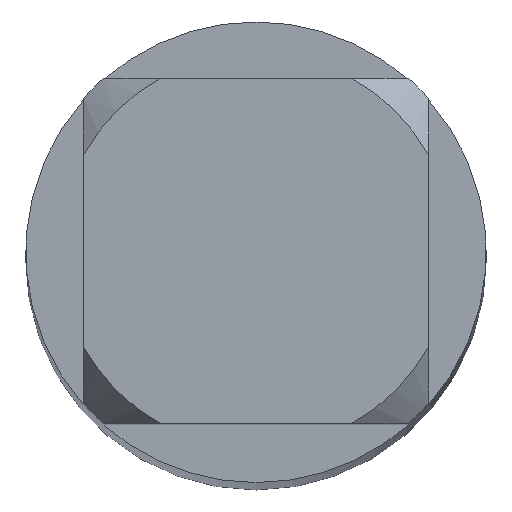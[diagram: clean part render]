
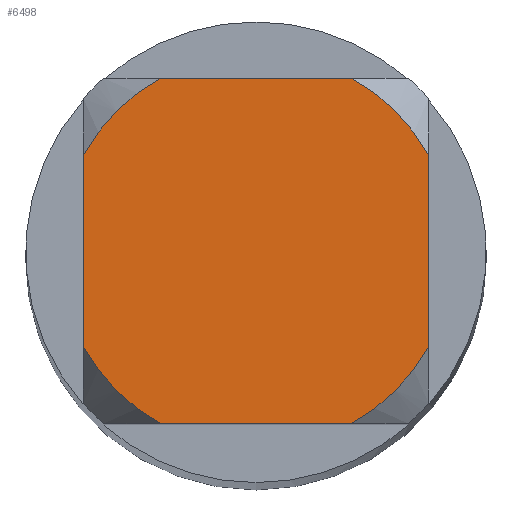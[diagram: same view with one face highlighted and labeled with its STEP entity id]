
A CAD part, top view. The second image highlights one B-rep face of the part: STEP entity #6498.
In plain terms, the highlighted planar face has unit normal (0, 0, 1).
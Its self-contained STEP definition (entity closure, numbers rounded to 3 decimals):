
#3090=EDGE_CURVE('',#7566,#3170,#8267,.T.);
#3170=VERTEX_POINT('',#8356);
#3594=EDGE_CURVE('',#4896,#6312,#8827,.T.);
#3616=EDGE_CURVE('',#7566,#5714,#8851,.T.);
#4404=VERTEX_POINT('',#9699);
#4896=VERTEX_POINT('',#10227);
#5188=EDGE_CURVE('',#4404,#5714,#10548,.T.);
#5694=VERTEX_POINT('',#11094);
#5714=VERTEX_POINT('',#11114);
#5720=EDGE_CURVE('',#4404,#6312,#11120,.T.);
#6312=VERTEX_POINT('',#11768);
#6498=ADVANCED_FACE('',(#11976),#11977,.T.);
#6514=EDGE_CURVE('',#7390,#3170,#11996,.T.);
#6588=EDGE_CURVE('',#7390,#5694,#12075,.T.);
#7390=VERTEX_POINT('',#12961);
#7530=EDGE_CURVE('',#4896,#5694,#13112,.T.);
#7566=VERTEX_POINT('',#13149);
#8267=CIRCLE('',#14185,1.2);
#8356=CARTESIAN_POINT('',(-1.05,-0.581,0.0));
#8827=CIRCLE('',#15081,1.2);
#8851=LINE('',#15115,#15116);
#9699=CARTESIAN_POINT('',(1.05,-0.581,0.0));
#10227=CARTESIAN_POINT('',(0.581,1.05,0.0));
#10548=CIRCLE('',#18036,1.2);
#11094=CARTESIAN_POINT('',(-0.581,1.05,0.0));
#11114=CARTESIAN_POINT('',(0.581,-1.05,0.0));
#11120=LINE('',#19010,#19011);
#11768=CARTESIAN_POINT('',(1.05,0.581,0.0));
#11976=FACE_OUTER_BOUND('',#20391,.T.);
#11977=PLANE('',#20392);
#11996=LINE('',#20418,#20419);
#12075=CIRCLE('',#20583,1.2);
#12961=CARTESIAN_POINT('',(-1.05,0.581,0.0));
#13112=LINE('',#22296,#22297);
#13149=CARTESIAN_POINT('',(-0.581,-1.05,0.0));
#14185=AXIS2_PLACEMENT_3D('',#23172,#23173,#23174);
#15081=AXIS2_PLACEMENT_3D('',#24013,#24014,#24015);
#15115=CARTESIAN_POINT('',(0.0,-1.05,0.0));
#15116=VECTOR('',#24044,1.0);
#18036=AXIS2_PLACEMENT_3D('',#26030,#26031,#26032);
#19010=CARTESIAN_POINT('',(1.05,0.3,0.0));
#19011=VECTOR('',#26564,1.0);
#20391=EDGE_LOOP('',(#27555,#27556,#27557,#27558,#27559,#27560,#27561,#27562));
#20392=AXIS2_PLACEMENT_3D('',#27563,#27564,#27565);
#20418=CARTESIAN_POINT('',(-1.05,0.3,0.0));
#20419=VECTOR('',#27595,1.0);
#20583=AXIS2_PLACEMENT_3D('',#27670,#27671,#27672);
#22296=CARTESIAN_POINT('',(0.0,1.05,0.0));
#22297=VECTOR('',#28852,1.0);
#23172=CARTESIAN_POINT('',(0.0,0.0,0.0));
#23173=DIRECTION('',(0.0,0.0,-1.0));
#23174=DIRECTION('',(0.0,1.0,0.0));
#24013=CARTESIAN_POINT('',(0.0,0.0,0.0));
#24014=DIRECTION('',(0.0,0.0,-1.0));
#24015=DIRECTION('',(0.0,1.0,0.0));
#24044=DIRECTION('',(1.0,0.0,0.0));
#26030=CARTESIAN_POINT('',(0.0,0.0,0.0));
#26031=DIRECTION('',(0.0,0.0,-1.0));
#26032=DIRECTION('',(0.0,1.0,0.0));
#26564=DIRECTION('',(-0.0,1.0,0.0));
#27555=ORIENTED_EDGE('',*,*,#6514,.T.);
#27556=ORIENTED_EDGE('',*,*,#3090,.F.);
#27557=ORIENTED_EDGE('',*,*,#3616,.T.);
#27558=ORIENTED_EDGE('',*,*,#5188,.F.);
#27559=ORIENTED_EDGE('',*,*,#5720,.T.);
#27560=ORIENTED_EDGE('',*,*,#3594,.F.);
#27561=ORIENTED_EDGE('',*,*,#7530,.T.);
#27562=ORIENTED_EDGE('',*,*,#6588,.F.);
#27563=CARTESIAN_POINT('',(0.0,0.6,0.0));
#27564=DIRECTION('',(-0.0,0.0,1.0));
#27565=DIRECTION('',(0.0,-1.0,0.0));
#27595=DIRECTION('',(-0.0,-1.0,0.0));
#27670=CARTESIAN_POINT('',(0.0,0.0,0.0));
#27671=DIRECTION('',(0.0,0.0,-1.0));
#27672=DIRECTION('',(0.0,1.0,0.0));
#28852=DIRECTION('',(-1.0,0.0,0.0));
